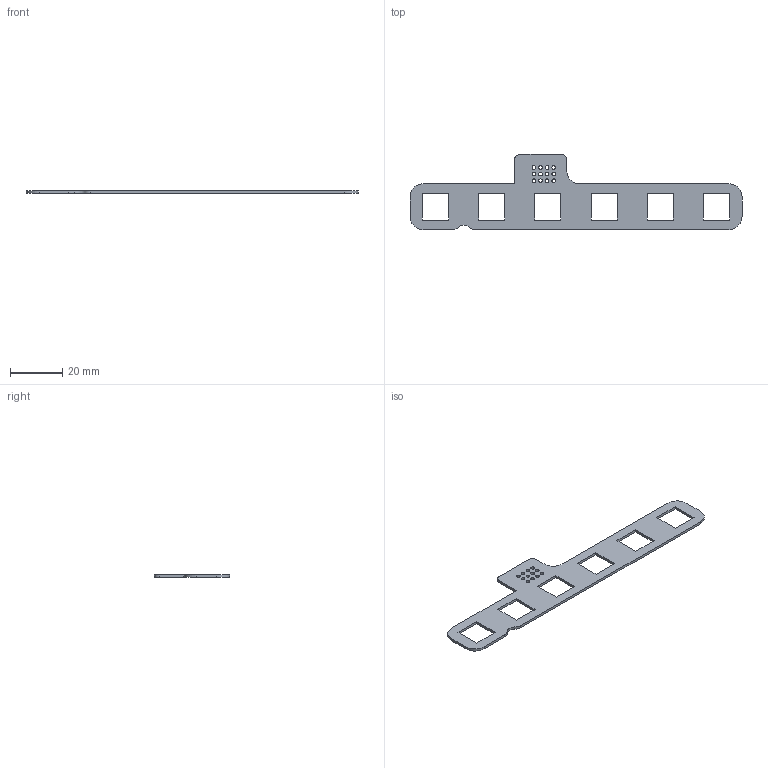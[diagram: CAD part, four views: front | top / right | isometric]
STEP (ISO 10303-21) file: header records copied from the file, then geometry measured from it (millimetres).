
FILE_DESCRIPTION(/* description */ (''),/* implementation_level */ '2;1');
FILE_NAME(/* name */ 'Kupferplatte 6x1 contact.stp',/* time_stamp */ '2025-05-27T14:19:57+02:00',/* author */ ('David'),/* organization */ (''),/* preprocessor_version */ 'ST-DEVELOPER v20',/* originating_system */ 'Autodesk Inventor 2024',/* authorisation */ '');
FILE_SCHEMA (('AUTOMOTIVE_DESIGN { 1 0 10303 214 3 1 1 }'));
Length unit declared in the file: millimetre
Products named in the file (1): bat_contacts_v2_plate_contact
Bounding box: 127 x 28.75 x 1 mm (x, y, z)
Volume: 1791.8 mm3; surface area: 4178.8 mm2
Topology: 1 solids, 1 shells, 57 faces, 165 edges, 110 vertices
Faces by surface type: plane 35, cylinder 22
Full cylindrical faces by diameter (mm): 1.4 x12
Entity records: 1998 total; most frequent: CARTESIAN_POINT 333, ORIENTED_EDGE 330, DIRECTION 325, EDGE_CURVE 165, LINE 121, VECTOR 121, VERTEX_POINT 110, AXIS2_PLACEMENT_3D 102
